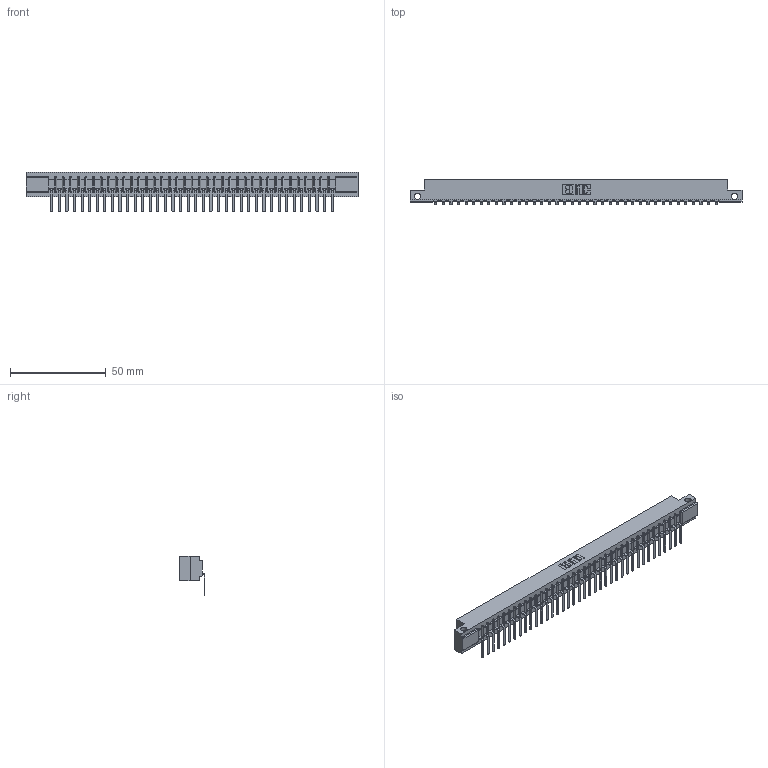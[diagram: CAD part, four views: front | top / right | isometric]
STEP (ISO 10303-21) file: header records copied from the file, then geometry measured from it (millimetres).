
FILE_DESCRIPTION (( 'STEP AP203' ), '1' );
FILE_NAME ('307-038-457-112.STEP', '2020-09-29T06:48:16', ( '' ), ( '' ), 'SwSTEP 2.0', 'SolidWorks 2020', '' );
FILE_SCHEMA (( 'CONFIG_CONTROL_DESIGN' ));
Length unit declared in the file: inch
Products named in the file (3): 307-038-457-112; 307-290-002_557; 307 Part_.128 Dia Side Mounting Holes
Assembly tree (39 placements, depth 2):
  307-038-457-112
    307 Part_.128 Dia Side Mounting Holes
    307-290-002_557  x38
Bounding box: 173.58 x 13.32 x 20.66 mm (x, y, z)
Volume: 18506.2 mm3; surface area: 23837 mm2
Topology: 39 solids, 39 shells, 3121 faces, 9595 edges, 6290 vertices
Faces by surface type: plane 1856, cylinder 1187, sphere 78
Entity records: 33926 total; most frequent: CARTESIAN_POINT 5724, ORIENTED_EDGE 5714, DIRECTION 5563, EDGE_CURVE 2857, LINE 2185, VECTOR 2185, VERTEX_POINT 1850, AXIS2_PLACEMENT_3D 1689
